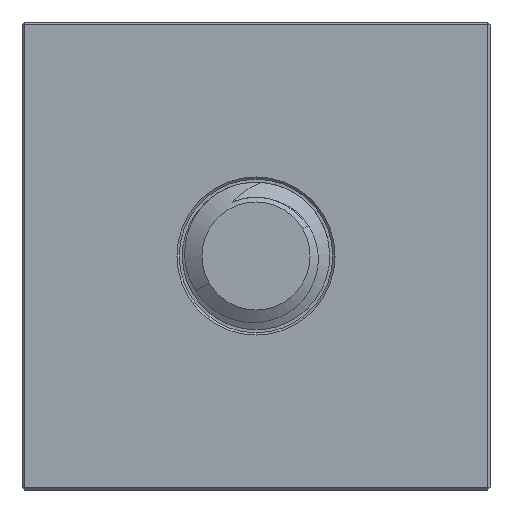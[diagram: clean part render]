
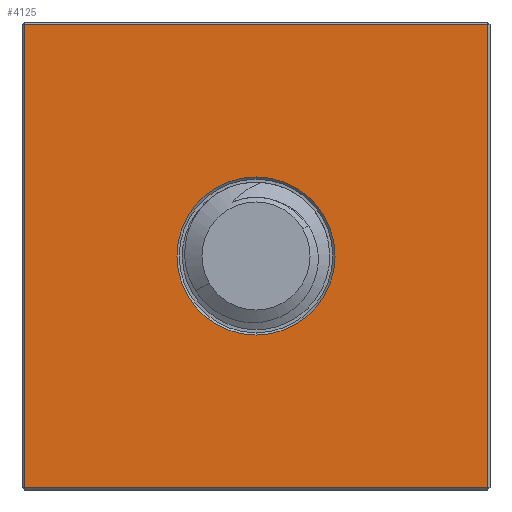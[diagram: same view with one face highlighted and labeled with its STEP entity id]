
A CAD part, front view. The second image highlights one B-rep face of the part: STEP entity #4125.
In plain terms, the highlighted planar face has unit normal (0, -1, 0).
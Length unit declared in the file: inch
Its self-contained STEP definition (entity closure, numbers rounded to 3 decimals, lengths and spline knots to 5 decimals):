
#5 = ORIENTED_EDGE ( 'NONE', *, *, #1367, .T. ) ;
#148 = DIRECTION ( 'NONE',  ( 1., 0., 0. ) ) ;
#242 = VERTEX_POINT ( 'NONE', #7436 ) ;
#309 = CARTESIAN_POINT ( 'NONE',  ( 0.495, -0.5, 0.5 ) ) ;
#501 = DIRECTION ( 'NONE',  ( 0., 0., -1. ) ) ;
#503 = EDGE_CURVE ( 'NONE', #4628, #5416, #5006, .T. ) ;
#926 = CARTESIAN_POINT ( 'NONE',  ( -0.495, -0.5, -0.495 ) ) ;
#1099 = ORIENTED_EDGE ( 'NONE', *, *, #3238, .T. ) ;
#1182 = CARTESIAN_POINT ( 'NONE',  ( 0.495, -0.5, -0.495 ) ) ;
#1367 = EDGE_CURVE ( 'NONE', #5981, #6353, #3282, .T. ) ;
#1424 = AXIS2_PLACEMENT_3D ( 'NONE', #3295, #3921, #2007 ) ;
#1879 = CARTESIAN_POINT ( 'NONE',  ( 0.5, -0.5, -0.495 ) ) ;
#2007 = DIRECTION ( 'NONE',  ( 1., 0., 0. ) ) ;
#2376 = AXIS2_PLACEMENT_3D ( 'NONE', #4147, #5406, #7108 ) ;
#2733 = VECTOR ( 'NONE', #4664, 39.37008 ) ;
#2924 = LINE ( 'NONE', #4859, #4241 ) ;
#3238 = EDGE_CURVE ( 'NONE', #242, #4628, #2924, .T. ) ;
#3282 = CIRCLE ( 'NONE', #7088, 0.169 ) ;
#3295 = CARTESIAN_POINT ( 'NONE',  ( 0.5, -0.5, 0.5 ) ) ;
#3299 = LINE ( 'NONE', #5727, #2733 ) ;
#3545 = ORIENTED_EDGE ( 'NONE', *, *, #4661, .T. ) ;
#3584 = EDGE_LOOP ( 'NONE', ( #5, #6090 ) ) ;
#3693 = VERTEX_POINT ( 'NONE', #4526 ) ;
#3787 = DIRECTION ( 'NONE',  ( 0., 1., 0. ) ) ;
#3921 = DIRECTION ( 'NONE',  ( 0., -1., 0. ) ) ;
#4125 = ADVANCED_FACE ( 'NONE', ( #7269, #5450 ), #5571, .T. ) ;
#4147 = CARTESIAN_POINT ( 'NONE',  ( 0., -0.5, 0. ) ) ;
#4200 = ORIENTED_EDGE ( 'NONE', *, *, #6758, .T. ) ;
#4241 = VECTOR ( 'NONE', #501, 39.37008 ) ;
#4526 = CARTESIAN_POINT ( 'NONE',  ( 0.495, -0.5, 0.495 ) ) ;
#4619 = LINE ( 'NONE', #309, #5936 ) ;
#4628 = VERTEX_POINT ( 'NONE', #926 ) ;
#4661 = EDGE_CURVE ( 'NONE', #3693, #242, #3299, .T. ) ;
#4664 = DIRECTION ( 'NONE',  ( -1., 0., 0. ) ) ;
#4816 = CIRCLE ( 'NONE', #2376, 0.169 ) ;
#4859 = CARTESIAN_POINT ( 'NONE',  ( -0.495, -0.5, 0.5 ) ) ;
#5006 = LINE ( 'NONE', #1879, #7155 ) ;
#5406 = DIRECTION ( 'NONE',  ( 0., 1., 0. ) ) ;
#5416 = VERTEX_POINT ( 'NONE', #1182 ) ;
#5450 = FACE_BOUND ( 'NONE', #3584, .T. ) ;
#5571 = PLANE ( 'NONE',  #1424 ) ;
#5727 = CARTESIAN_POINT ( 'NONE',  ( -0.5, -0.5, 0.495 ) ) ;
#5936 = VECTOR ( 'NONE', #6469, 39.37008 ) ;
#5981 = VERTEX_POINT ( 'NONE', #7041 ) ;
#6090 = ORIENTED_EDGE ( 'NONE', *, *, #6194, .T. ) ;
#6194 = EDGE_CURVE ( 'NONE', #6353, #5981, #4816, .T. ) ;
#6353 = VERTEX_POINT ( 'NONE', #7698 ) ;
#6469 = DIRECTION ( 'NONE',  ( 0., 0., 1. ) ) ;
#6636 = CARTESIAN_POINT ( 'NONE',  ( 0., -0.5, 0. ) ) ;
#6683 = DIRECTION ( 'NONE',  ( 0., 0., 1. ) ) ;
#6758 = EDGE_CURVE ( 'NONE', #5416, #3693, #4619, .T. ) ;
#6870 = EDGE_LOOP ( 'NONE', ( #3545, #1099, #7509, #4200 ) ) ;
#7041 = CARTESIAN_POINT ( 'NONE',  ( 0., -0.5, -0.169 ) ) ;
#7088 = AXIS2_PLACEMENT_3D ( 'NONE', #6636, #3787, #6683 ) ;
#7108 = DIRECTION ( 'NONE',  ( 0., 0., 1. ) ) ;
#7155 = VECTOR ( 'NONE', #148, 39.37008 ) ;
#7269 = FACE_OUTER_BOUND ( 'NONE', #6870, .T. ) ;
#7436 = CARTESIAN_POINT ( 'NONE',  ( -0.495, -0.5, 0.495 ) ) ;
#7509 = ORIENTED_EDGE ( 'NONE', *, *, #503, .T. ) ;
#7698 = CARTESIAN_POINT ( 'NONE',  ( 0., -0.5, 0.169 ) ) ;
